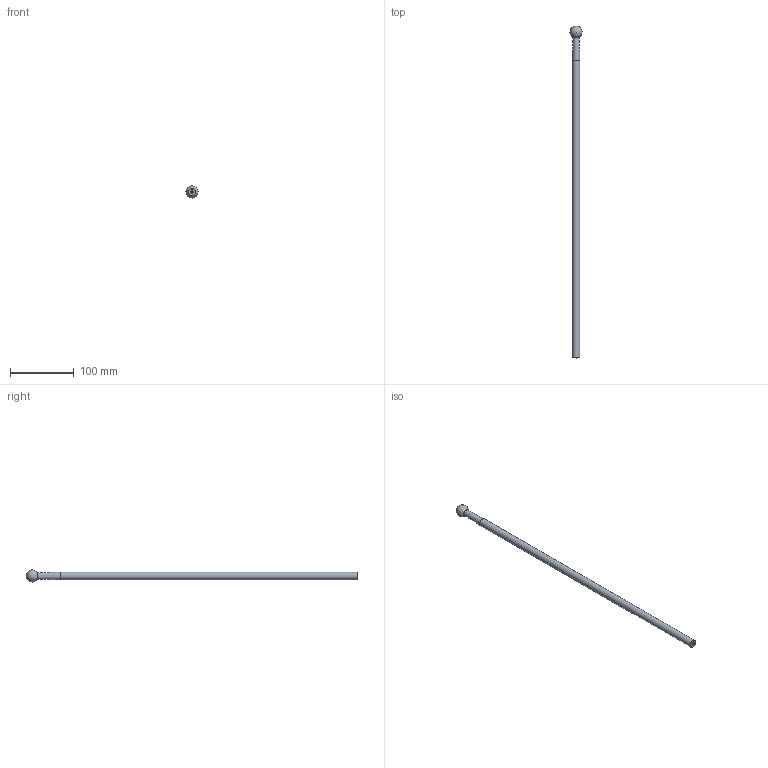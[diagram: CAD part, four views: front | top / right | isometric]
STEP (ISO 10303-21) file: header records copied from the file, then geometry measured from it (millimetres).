
FILE_DESCRIPTION (( 'STEP AP203' ), '1' );
FILE_NAME ('1820.STEP', '2022-04-14T12:25:46', ( '' ), ( '' ), 'SwSTEP 2.0', 'SolidWorks 2018', '' );
FILE_SCHEMA (( 'CONFIG_CONTROL_DESIGN' ));
Length unit declared in the file: millimetre
Products named in the file (1): 1820
Bounding box: 18.86 x 519.93 x 19 mm (x, y, z)
Volume: 59715.6 mm3; surface area: 19996.9 mm2
Topology: 1 solids, 1 shells, 211 faces, 572 edges, 381 vertices
Faces by surface type: plane 108, bspline 100, cylinder 1, cone 1, sphere 1
Full cylindrical faces by diameter (mm): 12 x1
Entity records: 11305 total; most frequent: CARTESIAN_POINT 6618, ORIENTED_EDGE 1134, DIRECTION 594, EDGE_CURVE 567, VERTEX_POINT 379, LINE 364, VECTOR 364, EDGE_LOOP 232
